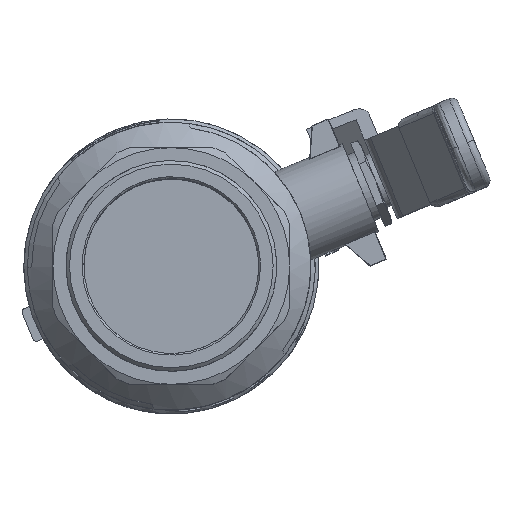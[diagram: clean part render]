
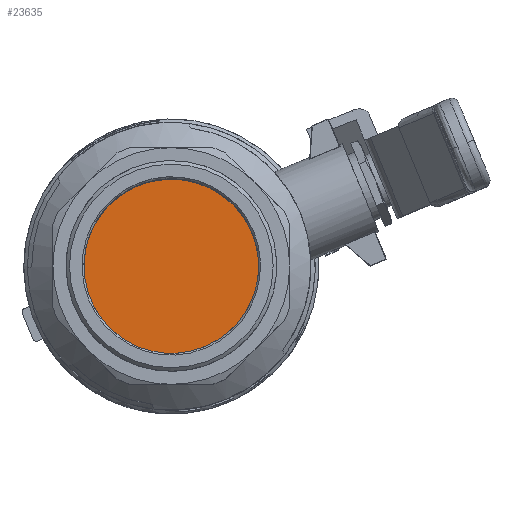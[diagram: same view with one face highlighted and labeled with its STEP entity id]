
A CAD part, top view. The second image highlights one B-rep face of the part: STEP entity #23635.
In plain terms, the highlighted face is planar.
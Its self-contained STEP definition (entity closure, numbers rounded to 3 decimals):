
#5087=PLANE('',#33820);
#6236=ORIENTED_EDGE('',*,*,#13746,.T.);
#13746=EDGE_CURVE('',#17502,#17502,#20023,.T.);
#17502=VERTEX_POINT('',#45612);
#20023=CIRCLE('',#33818,28.5);
#20449=EDGE_LOOP('',(#6236));
#21970=FACE_BOUND('',#20449,.T.);
#23635=ADVANCED_FACE('',(#21970),#5087,.T.);
#33818=AXIS2_PLACEMENT_3D('',#45611,#37226,#37227);
#33820=AXIS2_PLACEMENT_3D('',#45615,#37230,#37231);
#37226=DIRECTION('',(0.,1.,0.));
#37227=DIRECTION('',(1.,0.,0.));
#37230=DIRECTION('',(0.,1.,0.));
#37231=DIRECTION('',(0.,0.,1.));
#45611=CARTESIAN_POINT('',(0.,3.,0.));
#45612=CARTESIAN_POINT('',(28.5,3.,0.));
#45615=CARTESIAN_POINT('',(0.,3.,0.));
